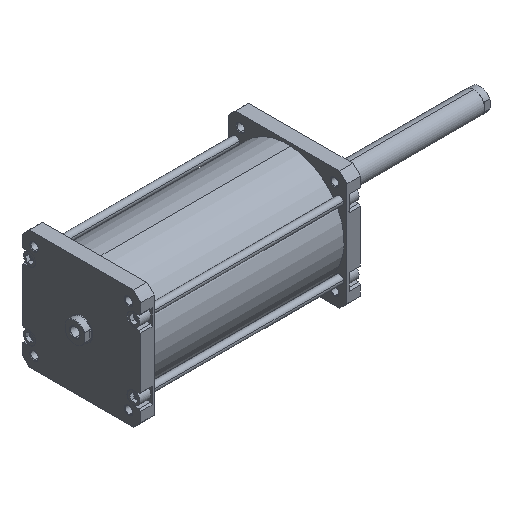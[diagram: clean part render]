
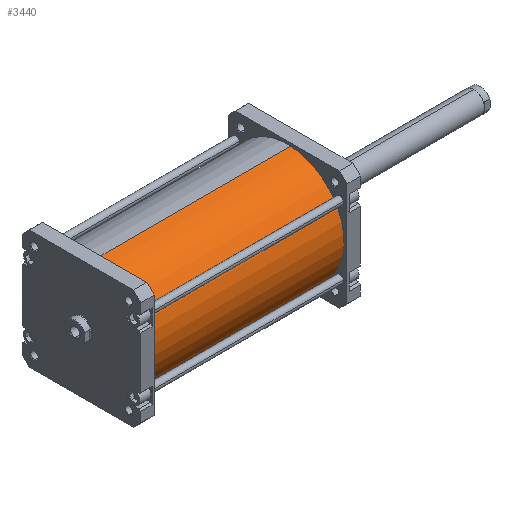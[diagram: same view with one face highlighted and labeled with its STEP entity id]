
A CAD part, isometric view. The second image highlights one B-rep face of the part: STEP entity #3440.
In plain terms, the highlighted cylindrical face has radius 105 mm (diameter 210 mm), a partial arc.
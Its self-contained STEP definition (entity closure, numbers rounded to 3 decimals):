
#10 = FACE_OUTER_BOUND ( 'NONE', #948, .T. ) ;
#17 = CYLINDRICAL_SURFACE ( 'NONE', #1836, 105. ) ;
#374 = VECTOR ( 'NONE', #5860, 1000. ) ;
#376 = LINE ( 'NONE', #5854, #374 ) ;
#815 = EDGE_CURVE ( 'NONE', #2352, #2353, #4037, .T. ) ;
#948 = EDGE_LOOP ( 'NONE', ( #1054, #1092, #1069, #1152 ) ) ;
#1054 = ORIENTED_EDGE ( 'NONE', *, *, #5851, .F. ) ;
#1069 = ORIENTED_EDGE ( 'NONE', *, *, #1275, .T. ) ;
#1092 = ORIENTED_EDGE ( 'NONE', *, *, #815, .F. ) ;
#1152 = ORIENTED_EDGE ( 'NONE', *, *, #1277, .T. ) ;
#1275 = EDGE_CURVE ( 'NONE', #2352, #2123, #4044, .T. ) ;
#1277 = EDGE_CURVE ( 'NONE', #2123, #2357, #4060, .T. ) ;
#1652 = AXIS2_PLACEMENT_3D ( 'NONE', #2386, #2391, #2392 ) ;
#1656 = AXIS2_PLACEMENT_3D ( 'NONE', #2424, #2425, #2426 ) ;
#1836 = AXIS2_PLACEMENT_3D ( 'NONE', #5205, #5204, #5203 ) ;
#2123 = VERTEX_POINT ( 'NONE', #4786 ) ;
#2352 = VERTEX_POINT ( 'NONE', #5015 ) ;
#2353 = VERTEX_POINT ( 'NONE', #5016 ) ;
#2357 = VERTEX_POINT ( 'NONE', #5020 ) ;
#2386 = CARTESIAN_POINT ( 'NONE',  ( 0., 0., 357. ) ) ;
#2391 = DIRECTION ( 'NONE',  ( 0., 0., 1. ) ) ;
#2392 = DIRECTION ( 'NONE',  ( 1., 0., 0. ) ) ;
#2420 = CARTESIAN_POINT ( 'NONE',  ( -105., 0., 357. ) ) ;
#2421 = DIRECTION ( 'NONE',  ( 0., 0., -1. ) ) ;
#2424 = CARTESIAN_POINT ( 'NONE',  ( 0., 0., 0. ) ) ;
#2425 = DIRECTION ( 'NONE',  ( 0., 0., 1. ) ) ;
#2426 = DIRECTION ( 'NONE',  ( 1., 0., 0. ) ) ;
#3440 = ADVANCED_FACE ( 'NONE', ( #10 ), #17, .T. ) ;
#4037 = CIRCLE ( 'NONE', #1652, 105. ) ;
#4044 = LINE ( 'NONE', #2420, #4057 ) ;
#4057 = VECTOR ( 'NONE', #2421, 1000. ) ;
#4060 = CIRCLE ( 'NONE', #1656, 105. ) ;
#4786 = CARTESIAN_POINT ( 'NONE',  ( -105., 0., 0. ) ) ;
#5015 = CARTESIAN_POINT ( 'NONE',  ( -105., 0., 357. ) ) ;
#5016 = CARTESIAN_POINT ( 'NONE',  ( 105., 0., 357. ) ) ;
#5020 = CARTESIAN_POINT ( 'NONE',  ( 105., 0., 0. ) ) ;
#5203 = DIRECTION ( 'NONE',  ( -1., 0., 0. ) ) ;
#5204 = DIRECTION ( 'NONE',  ( 0., 0., -1. ) ) ;
#5205 = CARTESIAN_POINT ( 'NONE',  ( 0., 0., 357. ) ) ;
#5851 = EDGE_CURVE ( 'NONE', #2353, #2357, #376, .T. ) ;
#5854 = CARTESIAN_POINT ( 'NONE',  ( 105., 0., 357. ) ) ;
#5860 = DIRECTION ( 'NONE',  ( 0., 0., -1. ) ) ;
